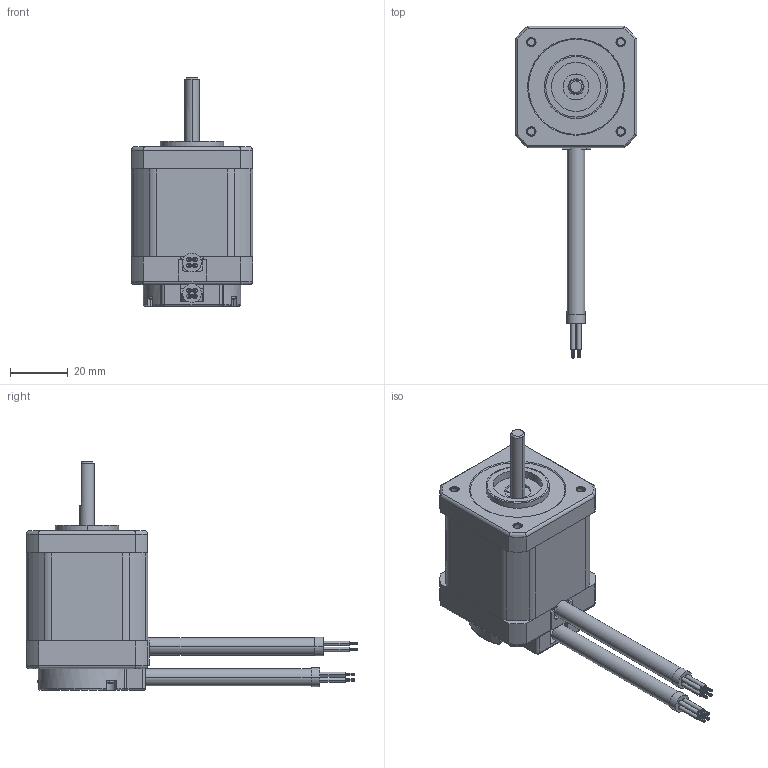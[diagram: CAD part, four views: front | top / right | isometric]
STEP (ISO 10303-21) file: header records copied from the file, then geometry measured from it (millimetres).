
FILE_DESCRIPTION((''),'2;1');
FILE_NAME('4611110058938_ASM','2023-02-09T10:31:31',('ms26442'),(''),'CREO PARAMETRIC BY PTC INC, 2018100','CREO PARAMETRIC BY PTC INC, 2018100','');
FILE_SCHEMA(('CONFIG_CONTROL_DESIGN'));
Products named in the file (33): 4613102100905; 3698153000599; 3698153000592; 4613104000829_ASM; 4613103012866_ASM; 4219121305360; 4219121305944; 4294440200012_AF7; 4331101000001; 4331101000011; 4333201500044; 4613106100126_AF0; 4693220000376_AF0; 4613106100126_AF1; 4613110000001_AF0; 4613106100126_AF2; 4693220000376_AF1; 4613106100126_AF3; 4332101208939_AF0; 4613107114562_ASM; 4294404000189; 3698154000317; 3698151100128; 4613153001102_ASM; 3219720000565; 4693220000514; 4696351004261; 4716140201573_ASM; 4294404000626; 4219122001280; 4294404002087; DIANJIXIANSHU; 4611110058938_ASM
Assembly tree (39 placements, depth 5):
  4611110058938_ASM
    4613153001102_ASM
      4613103012866_ASM
        4613104000829_ASM
          4613102100905
          3698153000599
          3698153000592
      4219121305360
      4219121305944
      4294440200012_AF7
      4331101000001
      4331101000011
      4333201500044
      4613107114562_ASM
        4613106100126_AF0
        4693220000376_AF0
        4613106100126_AF1
        4613110000001_AF0
        4613106100126_AF2
        4693220000376_AF1
        4613106100126_AF3
        4332101208939_AF0
      4294404000189  x4
      3698154000317
      3698151100128
    3219720000565
    4693220000514
    4716140201573_ASM
      4696351004261
    4294404000626  x2
    4219122001280
    4294404002087  x3
    DIANJIXIANSHU  x2
Bounding box: 42.2 x 115.3 x 79.3 mm (x, y, z)
Volume: 66139.7 mm3; surface area: 75131 mm2
Topology: 34 solids, 56 shells, 3545 faces, 9751 edges, 6430 vertices
Faces by surface type: plane 1715, cylinder 1612, torus 85, cone 78, bspline 37, sphere 18
Entity records: 109575 total; most frequent: CARTESIAN_POINT 22071, DIRECTION 18757, ORIENTED_EDGE 18202, EDGE_CURVE 9141, AXIS2_PLACEMENT_3D 6703, VERTEX_POINT 6028, VECTOR 5351, LINE 5351
